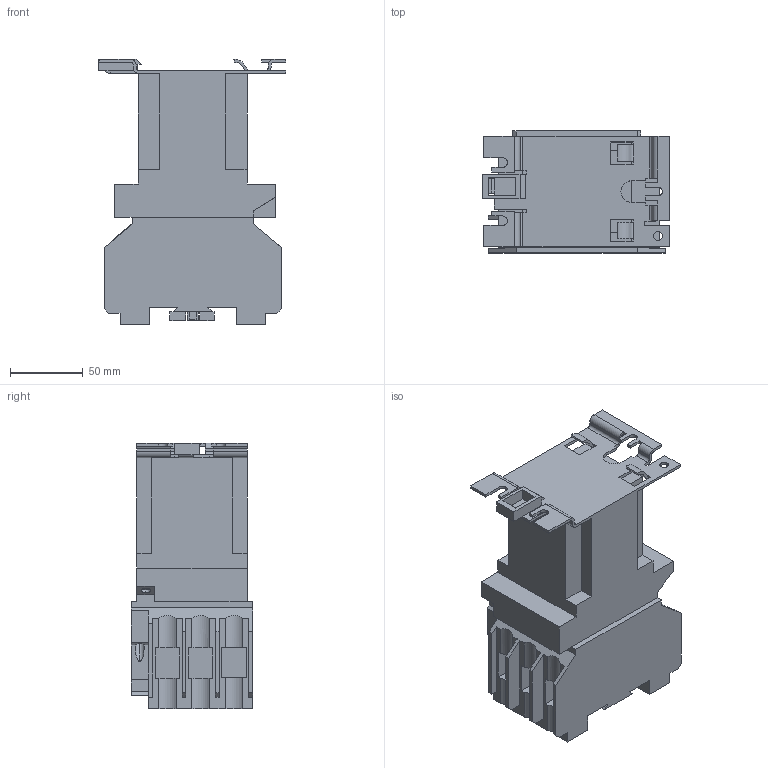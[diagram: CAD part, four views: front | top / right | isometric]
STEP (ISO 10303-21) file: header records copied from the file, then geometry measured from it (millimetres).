
FILE_DESCRIPTION (( 'STEP AP203' ), '1' );
FILE_NAME ('ÊÌÝï-80À, 95À.STEP', '2018-03-12T12:33:06', ( '' ), ( '' ), 'SwSTEP 2.0', 'SolidWorks 2017', '' );
FILE_SCHEMA (( 'CONFIG_CONTROL_DESIGN' ));
Length unit declared in the file: millimetre
Products named in the file (1): ÊÌÝï-80À, 95À
Bounding box: 128.88 x 84 x 183 mm (x, y, z)
Volume: 1085859.8 mm3; surface area: 119873.9 mm2
Topology: 1 solids, 1 shells, 471 faces, 1305 edges, 855 vertices
Faces by surface type: plane 398, cylinder 69, bspline 4
Entity records: 15167 total; most frequent: CARTESIAN_POINT 2995, ORIENTED_EDGE 2610, DIRECTION 2343, EDGE_CURVE 1305, LINE 1145, VECTOR 1145, VERTEX_POINT 855, AXIS2_PLACEMENT_3D 599
